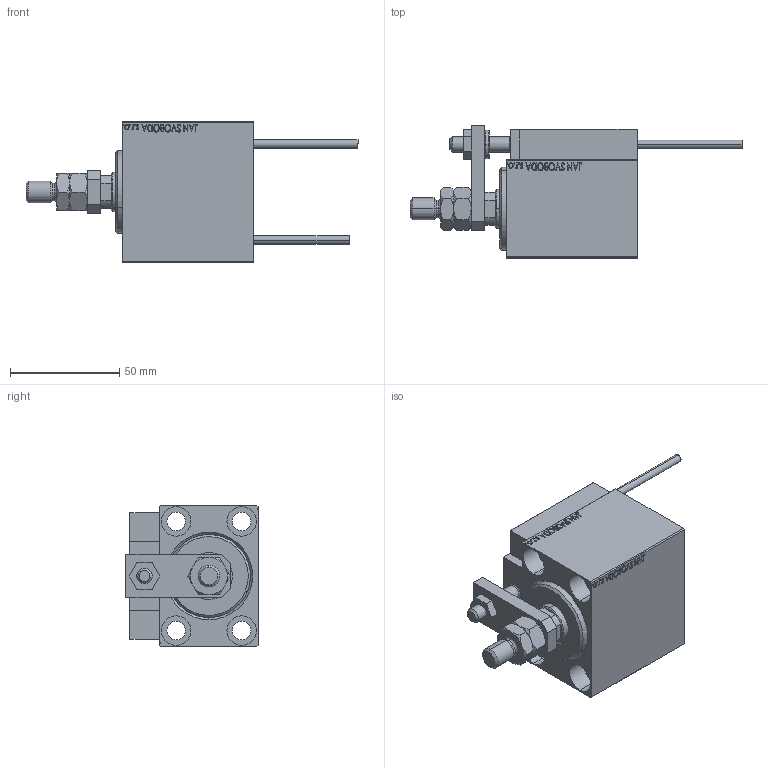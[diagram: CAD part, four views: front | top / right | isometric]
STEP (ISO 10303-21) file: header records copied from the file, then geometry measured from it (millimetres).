
FILE_DESCRIPTION (( 'STEP AP203' ), '1' );
FILE_NAME ('edb3.STEP', '2024-02-12T04:01:42', ( '' ), ( '' ), 'SwSTEP 2.0', 'SolidWorks 2019', '' );
FILE_SCHEMA (( 'CONFIG_CONTROL_DESIGN' ));
Length unit declared in the file: millimetre
Products named in the file (16): V450CM_C_VCP e9979b3b43f58ab965683f193e52f0c7; X_Y_MTA e9979b3b43f58ab965683f193e52f0c7; Block e9979b3b43f58ab965683f193e52f0c7; edb3; KONCOVKA e9979b3b43f58ab965683f193e52f0c7; ALLEN BOLT D5 e9979b3b43f58ab965683f193e52f0c7; SWITCH DIM B,W e9979b3b43f58ab965683f193e52f0c7; SWITCH_X_FRONT_BACK e9979b3b43f58ab965683f193e52f0c7; ALLEN BOLT D8 e9979b3b43f58ab965683f193e52f0c7; MAGNET e9979b3b43f58ab965683f193e52f0c7; SWITCH X e9979b3b43f58ab965683f193e52f0c7; V450CM_VC_B e9979b3b43f58ab965683f193e52f0c7; V450CM_C_Body e9979b3b43f58ab965683f193e52f0c7; TYC_L79 e9979b3b43f58ab965683f193e52f0c7; ZARAZKA e9979b3b43f58ab965683f193e52f0c7; NUT_D12 e9979b3b43f58ab965683f193e52f0c7
Assembly tree (25 placements, depth 3):
  edb3
    V450CM_C_Body e9979b3b43f58ab965683f193e52f0c7
    SWITCH X e9979b3b43f58ab965683f193e52f0c7
      SWITCH_X_FRONT_BACK e9979b3b43f58ab965683f193e52f0c7  x2
      TYC_L79 e9979b3b43f58ab965683f193e52f0c7
      Block e9979b3b43f58ab965683f193e52f0c7  x2
      ALLEN BOLT D5 e9979b3b43f58ab965683f193e52f0c7  x4
      ALLEN BOLT D8 e9979b3b43f58ab965683f193e52f0c7  x4
      MAGNET e9979b3b43f58ab965683f193e52f0c7  x2
      KONCOVKA e9979b3b43f58ab965683f193e52f0c7  x2
    NUT_D12 e9979b3b43f58ab965683f193e52f0c7
    SWITCH DIM B,W e9979b3b43f58ab965683f193e52f0c7
    ZARAZKA e9979b3b43f58ab965683f193e52f0c7
    V450CM_C_VCP e9979b3b43f58ab965683f193e52f0c7
    V450CM_VC_B e9979b3b43f58ab965683f193e52f0c7
    X_Y_MTA e9979b3b43f58ab965683f193e52f0c7
Bounding box: 152 x 60.5 x 65 mm (x, y, z)
Volume: 202221.9 mm3; surface area: 66869.3 mm2
Topology: 24 solids, 24 shells, 1332 faces, 3177 edges, 2022 vertices
Faces by surface type: plane 576, bspline 380, cylinder 192, cone 134, torus 46, sphere 4
Entity records: 51897 total; most frequent: CARTESIAN_POINT 26523, ORIENTED_EDGE 5374, DIRECTION 3653, EDGE_CURVE 2687, VERTEX_POINT 1746, VECTOR 1509, LINE 1509, EDGE_LOOP 1243
